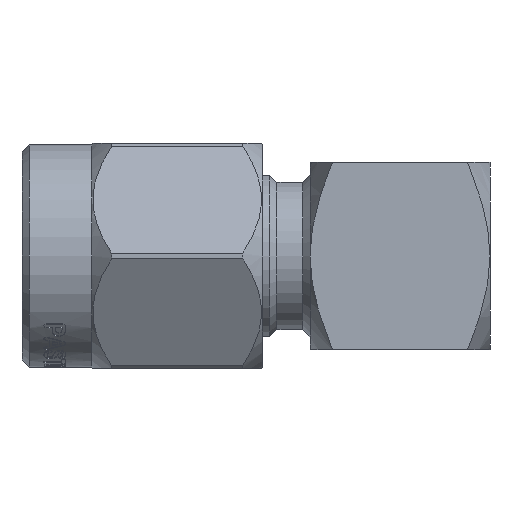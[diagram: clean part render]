
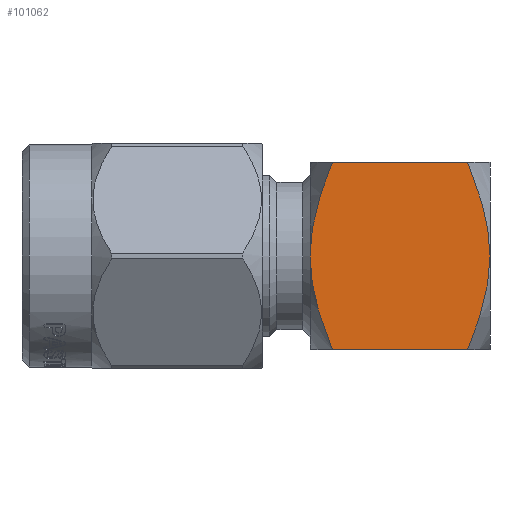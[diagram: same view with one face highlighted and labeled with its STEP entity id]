
A CAD part, front view. The second image highlights one B-rep face of the part: STEP entity #101062.
In plain terms, the highlighted face is planar.
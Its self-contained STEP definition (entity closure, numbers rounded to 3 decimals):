
#169 = CARTESIAN_POINT ( 'NONE',  ( -3.302, 3.086, 1.131 ) ) ;
#5151 = B_SPLINE_CURVE_WITH_KNOTS ( 'NONE', 3,
 ( #105337, #119797, #120341, #21706, #46289, #94665, #131647, #94150 ),
 .UNSPECIFIED., .F., .F.,
 ( 4, 2, 2, 4 ),
 ( 0.004, 0.005, 0.006, 0.007 ),
 .UNSPECIFIED. ) ;
#10477 = VERTEX_POINT ( 'NONE', #15761 ) ;
#13046 = CARTESIAN_POINT ( 'NONE',  ( -3.302, 3.175, 0. ) ) ;
#14378 = EDGE_CURVE ( 'NONE', #57282, #64774, #43807, .T. ) ;
#15761 = CARTESIAN_POINT ( 'NONE',  ( -3.302, -2.385, 3.302 ) ) ;
#20578 = PLANE ( 'NONE',  #148728 ) ;
#20773 = ORIENTED_EDGE ( 'NONE', *, *, #109801, .F. ) ;
#21706 = CARTESIAN_POINT ( 'NONE',  ( -3.302, 3.013, -1.413 ) ) ;
#25274 = ORIENTED_EDGE ( 'NONE', *, *, #122653, .F. ) ;
#28971 = CARTESIAN_POINT ( 'NONE',  ( -3.302, -3.175, 0.573 ) ) ;
#33901 = VERTEX_POINT ( 'NONE', #88156 ) ;
#34270 = VECTOR ( 'NONE', #90470, 1000. ) ;
#37164 = CARTESIAN_POINT ( 'NONE',  ( -3.302, 2.385, 3.302 ) ) ;
#39670 = CARTESIAN_POINT ( 'NONE',  ( -3.302, -2.798, 2.232 ) ) ;
#43807 = B_SPLINE_CURVE_WITH_KNOTS ( 'NONE', 3,
 ( #13046, #73141, #169, #60725, #121933, #37164 ),
 .UNSPECIFIED., .F., .F.,
 ( 4, 2, 4 ),
 ( 0.007, 0.009, 0.011 ),
 .UNSPECIFIED. ) ;
#43886 = LINE ( 'NONE', #140852, #34270 ) ;
#46289 = CARTESIAN_POINT ( 'NONE',  ( -3.302, 3.072, -1.135 ) ) ;
#49640 = CARTESIAN_POINT ( 'NONE',  ( -3.302, -3.175, -0.284 ) ) ;
#50864 = VECTOR ( 'NONE', #126652, 1000. ) ;
#53025 = CARTESIAN_POINT ( 'NONE',  ( -3.302, -3.175, 0. ) ) ;
#57282 = VERTEX_POINT ( 'NONE', #102910 ) ;
#60725 = CARTESIAN_POINT ( 'NONE',  ( -3.302, 2.798, 2.232 ) ) ;
#61957 = CARTESIAN_POINT ( 'NONE',  ( -3.302, -3.013, -1.413 ) ) ;
#63020 = CARTESIAN_POINT ( 'NONE',  ( -3.302, -3.153, -0.572 ) ) ;
#64774 = VERTEX_POINT ( 'NONE', #91411 ) ;
#64973 = CARTESIAN_POINT ( 'NONE',  ( -3.302, -3.175, 3.302 ) ) ;
#72750 = CARTESIAN_POINT ( 'NONE',  ( -3.302, -3.072, -1.135 ) ) ;
#73141 = CARTESIAN_POINT ( 'NONE',  ( -3.302, 3.175, 0.573 ) ) ;
#83361 = DIRECTION ( 'NONE',  ( 1., 0., 0. ) ) ;
#88156 = CARTESIAN_POINT ( 'NONE',  ( -3.302, -3.175, 0. ) ) ;
#90470 = DIRECTION ( 'NONE',  ( 0., -1., 0. ) ) ;
#91368 = CARTESIAN_POINT ( 'NONE',  ( -3.302, 2.385, -3.302 ) ) ;
#91411 = CARTESIAN_POINT ( 'NONE',  ( -3.302, 2.385, 3.302 ) ) ;
#94150 = CARTESIAN_POINT ( 'NONE',  ( -3.302, 3.175, 0. ) ) ;
#94665 = CARTESIAN_POINT ( 'NONE',  ( -3.302, 3.153, -0.572 ) ) ;
#95790 = VERTEX_POINT ( 'NONE', #91368 ) ;
#97974 = CARTESIAN_POINT ( 'NONE',  ( -3.302, -2.385, -3.302 ) ) ;
#98489 = CARTESIAN_POINT ( 'NONE',  ( -3.302, -3.175, 0. ) ) ;
#100304 = CARTESIAN_POINT ( 'NONE',  ( -3.302, -2.385, 3.302 ) ) ;
#101062 = ADVANCED_FACE ( 'NONE', ( #111080 ), #20578, .F. ) ;
#102390 = CARTESIAN_POINT ( 'NONE',  ( -3.302, -2.601, 2.774 ) ) ;
#102910 = CARTESIAN_POINT ( 'NONE',  ( -3.302, 3.175, 0. ) ) ;
#105337 = CARTESIAN_POINT ( 'NONE',  ( -3.302, 2.385, -3.302 ) ) ;
#107444 = DIRECTION ( 'NONE',  ( 0., 0., -1. ) ) ;
#109801 = EDGE_CURVE ( 'NONE', #33901, #143518, #150762, .T. ) ;
#111080 = FACE_OUTER_BOUND ( 'NONE', #122337, .T. ) ;
#112626 = EDGE_CURVE ( 'NONE', #64774, #10477, #129538, .T. ) ;
#113025 = ORIENTED_EDGE ( 'NONE', *, *, #14378, .F. ) ;
#119146 = EDGE_CURVE ( 'NONE', #95790, #143518, #43886, .T. ) ;
#119797 = CARTESIAN_POINT ( 'NONE',  ( -3.302, 2.601, -2.775 ) ) ;
#120341 = CARTESIAN_POINT ( 'NONE',  ( -3.302, 2.796, -2.236 ) ) ;
#121933 = CARTESIAN_POINT ( 'NONE',  ( -3.302, 2.601, 2.774 ) ) ;
#122337 = EDGE_LOOP ( 'NONE', ( #141903, #154762, #113025, #25274, #151002, #20773 ) ) ;
#122653 = EDGE_CURVE ( 'NONE', #95790, #57282, #5151, .T. ) ;
#126652 = DIRECTION ( 'NONE',  ( 0., -1., 0. ) ) ;
#129538 = LINE ( 'NONE', #64973, #50864 ) ;
#131647 = CARTESIAN_POINT ( 'NONE',  ( -3.302, 3.175, -0.284 ) ) ;
#134433 = CARTESIAN_POINT ( 'NONE',  ( -3.302, -2.796, -2.236 ) ) ;
#135153 = CARTESIAN_POINT ( 'NONE',  ( -3.302, -2.385, -3.302 ) ) ;
#137840 = CARTESIAN_POINT ( 'NONE',  ( -3.302, -3.086, 1.131 ) ) ;
#140852 = CARTESIAN_POINT ( 'NONE',  ( -3.302, -3.175, -3.302 ) ) ;
#141903 = ORIENTED_EDGE ( 'NONE', *, *, #155051, .F. ) ;
#143518 = VERTEX_POINT ( 'NONE', #135153 ) ;
#144985 = CARTESIAN_POINT ( 'NONE',  ( -3.302, -3.175, 3.302 ) ) ;
#148728 = AXIS2_PLACEMENT_3D ( 'NONE', #144985, #83361, #107444 ) ;
#150762 = B_SPLINE_CURVE_WITH_KNOTS ( 'NONE', 3,
 ( #98489, #49640, #63020, #72750, #61957, #134433, #158602, #97974 ),
 .UNSPECIFIED., .F., .F.,
 ( 4, 2, 2, 4 ),
 ( 0.012, 0.013, 0.014, 0.015 ),
 .UNSPECIFIED. ) ;
#151002 = ORIENTED_EDGE ( 'NONE', *, *, #119146, .T. ) ;
#154762 = ORIENTED_EDGE ( 'NONE', *, *, #112626, .F. ) ;
#155051 = EDGE_CURVE ( 'NONE', #10477, #33901, #159249, .T. ) ;
#158602 = CARTESIAN_POINT ( 'NONE',  ( -3.302, -2.601, -2.775 ) ) ;
#159249 = B_SPLINE_CURVE_WITH_KNOTS ( 'NONE', 3,
 ( #100304, #102390, #39670, #137840, #28971, #53025 ),
 .UNSPECIFIED., .F., .F.,
 ( 4, 2, 4 ),
 ( 0.009, 0.01, 0.012 ),
 .UNSPECIFIED. ) ;
